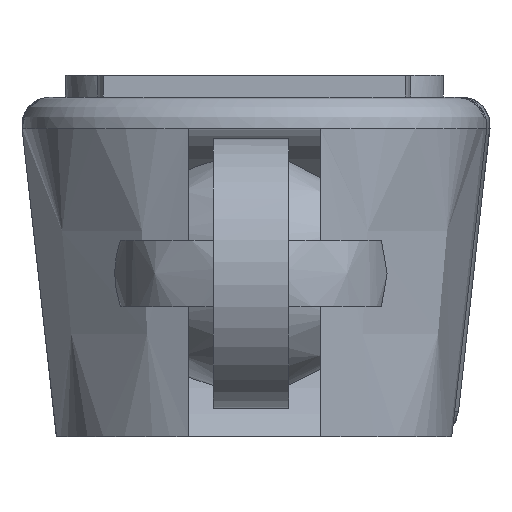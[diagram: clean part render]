
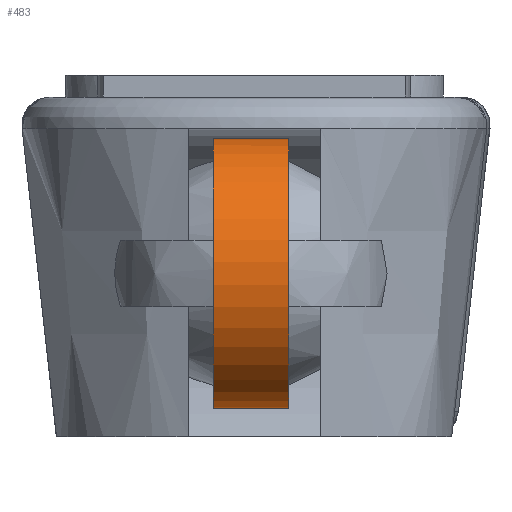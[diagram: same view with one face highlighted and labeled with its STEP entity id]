
A CAD part, left-side view. The second image highlights one B-rep face of the part: STEP entity #483.
In plain terms, the highlighted cylindrical face has radius 3.581 mm (diameter 7.162 mm), a partial arc.
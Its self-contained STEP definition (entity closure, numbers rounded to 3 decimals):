
#37=CYLINDRICAL_SURFACE('',#9357,3.581);
#483=ADVANCED_FACE('',(#1092),#37,.T.);
#1092=FACE_OUTER_BOUND('',#1771,.T.);
#1771=EDGE_LOOP('',(#3248,#3249,#3250,#3251,#3252,#3253,#3254));
#3248=ORIENTED_EDGE('',*,*,#5392,.T.);
#3249=ORIENTED_EDGE('',*,*,#5423,.T.);
#3250=ORIENTED_EDGE('',*,*,#5403,.T.);
#3251=ORIENTED_EDGE('',*,*,#5393,.T.);
#3252=ORIENTED_EDGE('',*,*,#5412,.F.);
#3253=ORIENTED_EDGE('',*,*,#5432,.F.);
#3254=ORIENTED_EDGE('',*,*,#5391,.F.);
#5391=EDGE_CURVE('',#7988,#7989,#6953,.T.);
#5392=EDGE_CURVE('',#7988,#8007,#6235,.T.);
#5393=EDGE_CURVE('',#7990,#7991,#6455,.T.);
#5403=EDGE_CURVE('',#7995,#7990,#6236,.T.);
#5412=EDGE_CURVE('',#8001,#7991,#6237,.T.);
#5423=EDGE_CURVE('',#8007,#7995,#6238,.T.);
#5432=EDGE_CURVE('',#7989,#8001,#6239,.T.);
#6235=TRIMMED_CURVE($,#6320,(#22888),(#22889),.T.,.CARTESIAN.);
#6236=TRIMMED_CURVE($,#6321,(#23033),(#23034),.T.,.CARTESIAN.);
#6237=TRIMMED_CURVE($,#6322,(#23063),(#23064),.T.,.CARTESIAN.);
#6238=TRIMMED_CURVE($,#6323,(#23093),(#23094),.T.,.CARTESIAN.);
#6239=TRIMMED_CURVE($,#6324,(#23155),(#23156),.T.,.CARTESIAN.);
#6320=CIRCLE('',#9381,3.581);
#6321=CIRCLE('',#9382,3.581);
#6322=CIRCLE('',#9383,3.581);
#6323=CIRCLE('',#9384,3.581);
#6324=CIRCLE('',#9385,3.581);
#6455=(
BOUNDED_CURVE()
B_SPLINE_CURVE(1,(#22890,#22891),.UNSPECIFIED.,.F.,.F.)
B_SPLINE_CURVE_WITH_KNOTS((2,2),(0.,2.),.UNSPECIFIED.)
CURVE()
GEOMETRIC_REPRESENTATION_ITEM()
RATIONAL_B_SPLINE_CURVE((1.,1.))
REPRESENTATION_ITEM('')
);
#6953=B_SPLINE_CURVE_WITH_KNOTS('',1,(#22885,#22886),.UNSPECIFIED.,.F.,
 .F.,(2,2),(0.,2.),.UNSPECIFIED.);
#7988=VERTEX_POINT('',#22775);
#7989=VERTEX_POINT('',#22776);
#7990=VERTEX_POINT('',#22777);
#7991=VERTEX_POINT('',#22778);
#7995=VERTEX_POINT('',#22782);
#8001=VERTEX_POINT('',#22788);
#8007=VERTEX_POINT('',#22794);
#9357=AXIS2_PLACEMENT_3D('',#22164,#9845,$);
#9381=AXIS2_PLACEMENT_3D($,#22887,#9871,#9872);
#9382=AXIS2_PLACEMENT_3D($,#23032,#9873,#9874);
#9383=AXIS2_PLACEMENT_3D($,#23062,#9875,#9876);
#9384=AXIS2_PLACEMENT_3D($,#23092,#9877,#9878);
#9385=AXIS2_PLACEMENT_3D($,#23154,#9879,#9880);
#9845=DIRECTION('',(0.,-1.,0.));
#9871=DIRECTION('',(0.,-1.,0.));
#9872=DIRECTION('',(0.,0.,1.));
#9873=DIRECTION('',(0.,-1.,0.));
#9874=DIRECTION('',(-0.969,0.,-0.246));
#9875=DIRECTION('',(0.,-1.,0.));
#9876=DIRECTION('',(-0.969,0.,-0.246));
#9877=DIRECTION('',(0.,-1.,0.));
#9878=DIRECTION('',(-0.969,0.,0.246));
#9879=DIRECTION('',(0.,-1.,0.));
#9880=DIRECTION('',(0.,0.,1.));
#22164=CARTESIAN_POINT('',(-114.419,42.09,4.331));
#22775=CARTESIAN_POINT('',(-114.419,43.09,7.912));
#22776=CARTESIAN_POINT('',(-114.419,41.09,7.912));
#22777=CARTESIAN_POINT('',(-114.419,43.09,0.75));
#22778=CARTESIAN_POINT('',(-114.419,41.09,0.75));
#22782=CARTESIAN_POINT('',(-117.89,43.09,3.449));
#22788=CARTESIAN_POINT('',(-117.89,41.09,3.449));
#22794=CARTESIAN_POINT('',(-117.89,43.09,5.213));
#22885=CARTESIAN_POINT('',(-114.419,43.09,7.912));
#22886=CARTESIAN_POINT('',(-114.419,41.09,7.912));
#22887=CARTESIAN_POINT('',(-114.419,43.09,4.331));
#22888=CARTESIAN_POINT('',(-114.419,43.09,7.912));
#22889=CARTESIAN_POINT('',(-117.89,43.09,5.213));
#22890=CARTESIAN_POINT('',(-114.419,43.09,0.75));
#22891=CARTESIAN_POINT('',(-114.419,41.09,0.75));
#23032=CARTESIAN_POINT('',(-114.419,43.09,4.331));
#23033=CARTESIAN_POINT('',(-117.89,43.09,3.449));
#23034=CARTESIAN_POINT('',(-114.419,43.09,0.75));
#23062=CARTESIAN_POINT('',(-114.419,41.09,4.331));
#23063=CARTESIAN_POINT('',(-117.89,41.09,3.449));
#23064=CARTESIAN_POINT('',(-114.419,41.09,0.75));
#23092=CARTESIAN_POINT('',(-114.419,43.09,4.331));
#23093=CARTESIAN_POINT('',(-117.89,43.09,5.213));
#23094=CARTESIAN_POINT('',(-117.89,43.09,3.449));
#23154=CARTESIAN_POINT('',(-114.419,41.09,4.331));
#23155=CARTESIAN_POINT('',(-114.419,41.09,7.912));
#23156=CARTESIAN_POINT('',(-117.89,41.09,3.449));
